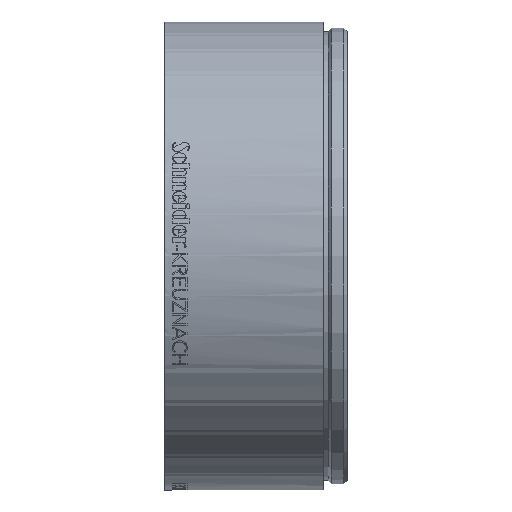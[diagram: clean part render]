
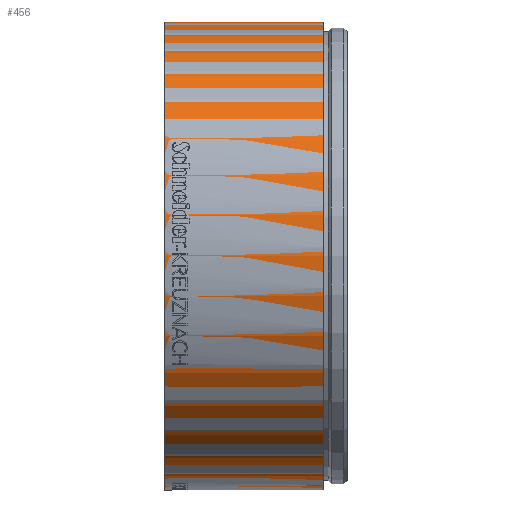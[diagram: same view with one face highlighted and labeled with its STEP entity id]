
A CAD part, top view. The second image highlights one B-rep face of the part: STEP entity #456.
In plain terms, the highlighted cylindrical face has radius 37 mm (diameter 74 mm), a full revolution.
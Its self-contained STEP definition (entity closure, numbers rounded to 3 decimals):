
#456=ADVANCED_FACE('',(#961,#962),#545,.T.);
#545=CYLINDRICAL_SURFACE('',#4544,37.);
#655=CIRCLE('',#4541,37.);
#656=CIRCLE('',#4543,37.);
#961=FACE_BOUND('',#1341,.T.);
#962=FACE_BOUND('',#1342,.T.);
#1341=EDGE_LOOP('',(#2543));
#1342=EDGE_LOOP('',(#2544));
#2543=ORIENTED_EDGE('',*,*,#3761,.F.);
#2544=ORIENTED_EDGE('',*,*,#3760,.T.);
#3158=VERTEX_POINT('',#8915);
#3159=VERTEX_POINT('',#8918);
#3760=EDGE_CURVE('',#3158,#3158,#655,.T.);
#3761=EDGE_CURVE('',#3159,#3159,#656,.T.);
#4541=AXIS2_PLACEMENT_3D('',#8914,#5134,#5135);
#4543=AXIS2_PLACEMENT_3D('',#8917,#5138,#5139);
#4544=AXIS2_PLACEMENT_3D('',#8919,#5140,#5141);
#5134=DIRECTION('',(-1.,0.,0.));
#5135=DIRECTION('',(0.,0.,1.));
#5138=DIRECTION('',(-1.,0.,0.));
#5139=DIRECTION('',(0.,0.,1.));
#5140=DIRECTION('',(-1.,0.,0.));
#5141=DIRECTION('',(0.,0.,1.));
#8914=CARTESIAN_POINT('',(25.,0.,0.));
#8915=CARTESIAN_POINT('',(25.,0.,37.));
#8917=CARTESIAN_POINT('',(0.,0.,0.));
#8918=CARTESIAN_POINT('',(0.,0.,37.));
#8919=CARTESIAN_POINT('',(0.,0.,0.));
